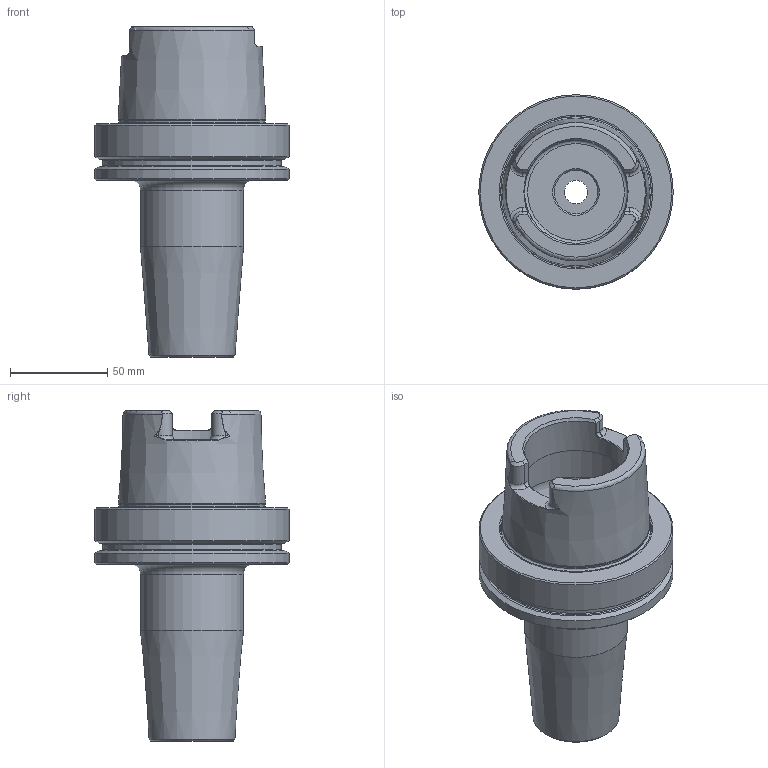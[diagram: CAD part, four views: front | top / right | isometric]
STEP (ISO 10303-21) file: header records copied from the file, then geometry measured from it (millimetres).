
FILE_DESCRIPTION(/* description */ (''),/* implementation_level */ '2;1');
FILE_NAME(/* name */ '1672998025456.stp',/* time_stamp */ '2023-01-06T15:10:36+06:00',/* author */ (''),/* organization */ ('SMS'),/* preprocessor_version */ 'ST-DEVELOPER v16.7',/* originating_system */ 'SIEMENS PLM Software NX 12.0',/* authorisation */ '');
FILE_SCHEMA (('AUTOMOTIVE_DESIGN { 1 0 10303 214 3 1 1 1 }'));
Length unit declared in the file: millimetre
Products named in the file (1): 204450704mod000_00
Bounding box: 100 x 100 x 170 mm (x, y, z)
Volume: 387453.7 mm3; surface area: 69853.3 mm2
Topology: 1 solids, 1 shells, 113 faces, 259 edges, 159 vertices
Faces by surface type: plane 28, cone 25, cylinder 24, bspline 20, torus 16
Full cylindrical faces by diameter (mm): 12 x1, 15 x1, 22.5 x1, 24.5 x1, 31.75 x1, 32.35 x1, 53 x3, 63 x1, 75.365 x1, 92 x1, 100 x2
Entity records: 4173 total; most frequent: CARTESIAN_POINT 1889, DIRECTION 430, ORIENTED_EDGE 412, EDGE_CURVE 206, AXIS2_PLACEMENT_3D 195, EDGE_LOOP 162, VERTEX_POINT 142, ADVANCED_FACE 113
